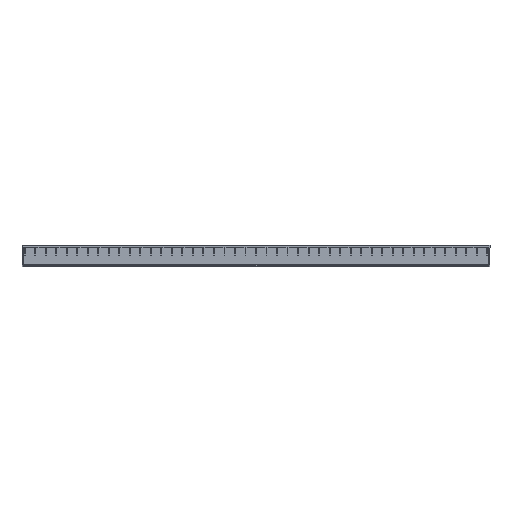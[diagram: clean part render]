
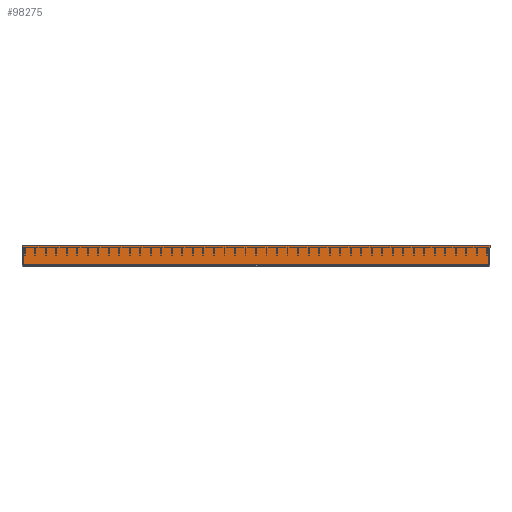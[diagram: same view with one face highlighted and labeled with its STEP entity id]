
A CAD part, top view. The second image highlights one B-rep face of the part: STEP entity #98275.
In plain terms, the highlighted planar face has unit normal (0, 0, 1).
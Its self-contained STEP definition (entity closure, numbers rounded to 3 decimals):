
#465 = CARTESIAN_POINT ( 'NONE',  ( 490., -10., 0. ) ) ;
#22059 = EDGE_CURVE ( 'NONE', #174063, #169287, #126426, .T. ) ;
#23597 = CARTESIAN_POINT ( 'NONE',  ( 0., -3.333, 0. ) ) ;
#23972 = DIRECTION ( 'NONE',  ( 0., -1., 0. ) ) ;
#25161 = CARTESIAN_POINT ( 'NONE',  ( 0., 10., 0. ) ) ;
#25828 = VECTOR ( 'NONE', #23972, 1000. ) ;
#32942 = AXIS2_PLACEMENT_3D ( 'NONE', #223725, #116569, #61987 ) ;
#33309 = ORIENTED_EDGE ( 'NONE', *, *, #41453, .F. ) ;
#41453 = EDGE_CURVE ( 'NONE', #169287, #140757, #193542, .T. ) ;
#44021 = PLANE ( 'NONE',  #32942 ) ;
#44352 = B_SPLINE_CURVE_WITH_KNOTS ( 'NONE', 3,
 ( #166589, #23597, #132168, #25161 ),
 .UNSPECIFIED., .F., .F.,
 ( 4, 4 ),
 ( 0., 1. ),
 .UNSPECIFIED. ) ;
#46465 = FACE_OUTER_BOUND ( 'NONE', #187776, .T. ) ;
#61987 = DIRECTION ( 'NONE',  ( 0., 1., 0. ) ) ;
#82773 = DIRECTION ( 'NONE',  ( -1., 0., 0. ) ) ;
#92507 = LINE ( 'NONE', #189835, #98130 ) ;
#92953 = EDGE_CURVE ( 'NONE', #174063, #223552, #92507, .T. ) ;
#98130 = VECTOR ( 'NONE', #82773, 1000. ) ;
#98275 = ADVANCED_FACE ( 'NONE', ( #46465 ), #44021, .F. ) ;
#101870 = CARTESIAN_POINT ( 'NONE',  ( 0., 10., 0. ) ) ;
#116569 = DIRECTION ( 'NONE',  ( 0., 0., -1. ) ) ;
#117940 = VECTOR ( 'NONE', #153686, 1000. ) ;
#126426 = LINE ( 'NONE', #184172, #25828 ) ;
#132168 = CARTESIAN_POINT ( 'NONE',  ( 0., 3.333, 0. ) ) ;
#140757 = VERTEX_POINT ( 'NONE', #180104 ) ;
#141571 = ORIENTED_EDGE ( 'NONE', *, *, #22059, .F. ) ;
#142428 = EDGE_CURVE ( 'NONE', #140757, #223552, #44352, .T. ) ;
#153686 = DIRECTION ( 'NONE',  ( -1., 0., 0. ) ) ;
#166589 = CARTESIAN_POINT ( 'NONE',  ( 0., -10., 0. ) ) ;
#169287 = VERTEX_POINT ( 'NONE', #465 ) ;
#174063 = VERTEX_POINT ( 'NONE', #214164 ) ;
#180104 = CARTESIAN_POINT ( 'NONE',  ( 0., -10., 0. ) ) ;
#184172 = CARTESIAN_POINT ( 'NONE',  ( 490., 10., 0. ) ) ;
#187776 = EDGE_LOOP ( 'NONE', ( #207611, #203058, #33309, #141571 ) ) ;
#189835 = CARTESIAN_POINT ( 'NONE',  ( 490., 10., 0. ) ) ;
#193542 = LINE ( 'NONE', #206868, #117940 ) ;
#203058 = ORIENTED_EDGE ( 'NONE', *, *, #142428, .F. ) ;
#206868 = CARTESIAN_POINT ( 'NONE',  ( 490., -10., 0. ) ) ;
#207611 = ORIENTED_EDGE ( 'NONE', *, *, #92953, .T. ) ;
#214164 = CARTESIAN_POINT ( 'NONE',  ( 490., 10., 0. ) ) ;
#223552 = VERTEX_POINT ( 'NONE', #101870 ) ;
#223725 = CARTESIAN_POINT ( 'NONE',  ( 490., 10., 0. ) ) ;
